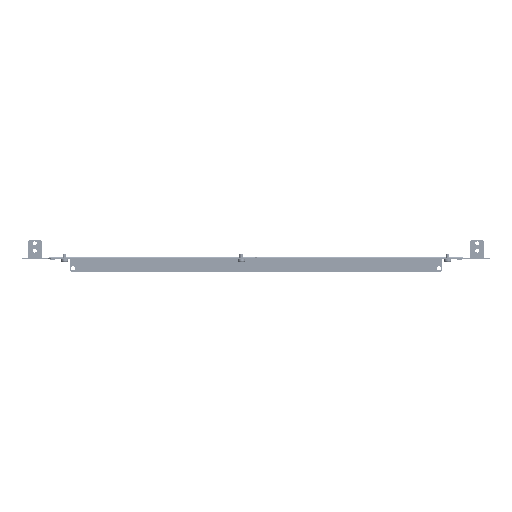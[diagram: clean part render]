
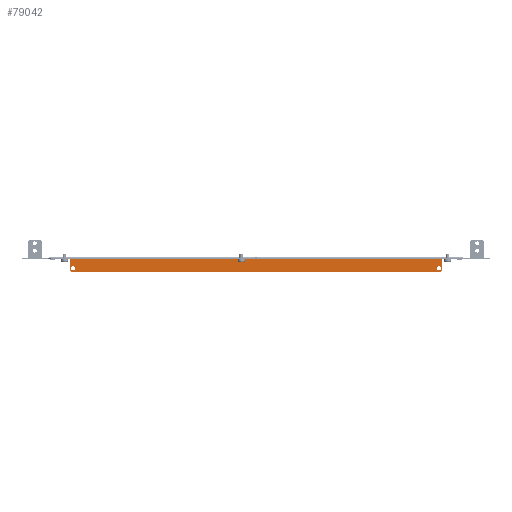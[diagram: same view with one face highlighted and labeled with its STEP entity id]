
A CAD part, left-side view. The second image highlights one B-rep face of the part: STEP entity #79042.
In plain terms, the highlighted planar face has unit normal (-1, 0, 0).
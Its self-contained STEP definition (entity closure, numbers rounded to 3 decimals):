
#3993 = VERTEX_POINT ( 'NONE', #113133 ) ;
#5801 = EDGE_LOOP ( 'NONE', ( #12601, #116853 ) ) ;
#6366 = CARTESIAN_POINT ( 'NONE',  ( 514.25, 310., -21.7 ) ) ;
#7489 = LINE ( 'NONE', #47076, #114438 ) ;
#11528 = DIRECTION ( 'NONE',  ( 0., -0.707, 0.707 ) ) ;
#12601 = ORIENTED_EDGE ( 'NONE', *, *, #115857, .T. ) ;
#15709 = DIRECTION ( 'NONE',  ( 0., 0., -1. ) ) ;
#15722 = CARTESIAN_POINT ( 'NONE',  ( 514.25, -310., -18.25 ) ) ;
#15804 = DIRECTION ( 'NONE',  ( 1., 0., 0. ) ) ;
#16441 = VERTEX_POINT ( 'NONE', #32523 ) ;
#17418 = EDGE_CURVE ( 'NONE', #65214, #3993, #69619, .T. ) ;
#17632 = LINE ( 'NONE', #37736, #24116 ) ;
#19180 = CARTESIAN_POINT ( 'NONE',  ( 514.25, 313., -25. ) ) ;
#20453 = EDGE_CURVE ( 'NONE', #69578, #89560, #17632, .T. ) ;
#20522 = VECTOR ( 'NONE', #73094, 1000. ) ;
#20995 = VECTOR ( 'NONE', #84918, 1000. ) ;
#21580 = DIRECTION ( 'NONE',  ( 0., 0., 1. ) ) ;
#24116 = VECTOR ( 'NONE', #65454, 1000. ) ;
#25562 = ORIENTED_EDGE ( 'NONE', *, *, #75664, .F. ) ;
#26196 = ORIENTED_EDGE ( 'NONE', *, *, #79643, .T. ) ;
#27035 = DIRECTION ( 'NONE',  ( 1., 0., 0. ) ) ;
#27269 = DIRECTION ( 'NONE',  ( 0., 0., 1. ) ) ;
#27419 = EDGE_CURVE ( 'NONE', #3993, #65214, #97052, .T. ) ;
#29009 = CIRCLE ( 'NONE', #45091, 3.45 ) ;
#29400 = VECTOR ( 'NONE', #122971, 1000. ) ;
#31616 = CARTESIAN_POINT ( 'NONE',  ( 514.25, -310., -21.7 ) ) ;
#31960 = VERTEX_POINT ( 'NONE', #89120 ) ;
#32523 = CARTESIAN_POINT ( 'NONE',  ( 514.25, 310., -14.8 ) ) ;
#33710 = ORIENTED_EDGE ( 'NONE', *, *, #121340, .F. ) ;
#35000 = VECTOR ( 'NONE', #27269, 1000. ) ;
#37440 = LINE ( 'NONE', #65753, #29400 ) ;
#37736 = CARTESIAN_POINT ( 'NONE',  ( 514.25, 316., -25. ) ) ;
#38258 = VECTOR ( 'NONE', #21580, 1000. ) ;
#38308 = ORIENTED_EDGE ( 'NONE', *, *, #70804, .F. ) ;
#38789 = AXIS2_PLACEMENT_3D ( 'NONE', #93682, #91200, #15709 ) ;
#38891 = DIRECTION ( 'NONE',  ( 0., 0., -1. ) ) ;
#39634 = CARTESIAN_POINT ( 'NONE',  ( 514.25, 316., -22. ) ) ;
#39826 = EDGE_LOOP ( 'NONE', ( #94750, #115045, #25562, #26196, #33710, #67665, #38308, #103898 ) ) ;
#40120 = FACE_OUTER_BOUND ( 'NONE', #39826, .T. ) ;
#42678 = CARTESIAN_POINT ( 'NONE',  ( 514.25, -316., -3. ) ) ;
#45091 = AXIS2_PLACEMENT_3D ( 'NONE', #45985, #15804, #64253 ) ;
#45156 = EDGE_CURVE ( 'NONE', #69578, #31960, #114715, .T. ) ;
#45985 = CARTESIAN_POINT ( 'NONE',  ( 514.25, 310., -18.25 ) ) ;
#47076 = CARTESIAN_POINT ( 'NONE',  ( 514.25, 0., -3. ) ) ;
#47085 = CARTESIAN_POINT ( 'NONE',  ( 514.25, 0., -1.5 ) ) ;
#50619 = DIRECTION ( 'NONE',  ( 1., 0., 0. ) ) ;
#55187 = CARTESIAN_POINT ( 'NONE',  ( 514.25, 316., -3. ) ) ;
#55744 = VECTOR ( 'NONE', #11528, 1000. ) ;
#57872 = CARTESIAN_POINT ( 'NONE',  ( 514.25, -316., -25. ) ) ;
#64253 = DIRECTION ( 'NONE',  ( 0., 0., -1. ) ) ;
#65214 = VERTEX_POINT ( 'NONE', #31616 ) ;
#65454 = DIRECTION ( 'NONE',  ( 0., 1., 0. ) ) ;
#65753 = CARTESIAN_POINT ( 'NONE',  ( 514.25, 168.25, -169.75 ) ) ;
#66064 = LINE ( 'NONE', #57872, #20995 ) ;
#67665 = ORIENTED_EDGE ( 'NONE', *, *, #107502, .F. ) ;
#69398 = CARTESIAN_POINT ( 'NONE',  ( 514.25, 316., -3. ) ) ;
#69578 = VERTEX_POINT ( 'NONE', #109581 ) ;
#69619 = CIRCLE ( 'NONE', #97693, 3.45 ) ;
#70804 = EDGE_CURVE ( 'NONE', #86599, #87796, #79444, .T. ) ;
#72508 = VERTEX_POINT ( 'NONE', #55187 ) ;
#73094 = DIRECTION ( 'NONE',  ( 0., 0., 1. ) ) ;
#74449 = CARTESIAN_POINT ( 'NONE',  ( 514.25, 316., -1.5 ) ) ;
#74938 = LINE ( 'NONE', #91945, #20522 ) ;
#75664 = EDGE_CURVE ( 'NONE', #124349, #31960, #66064, .T. ) ;
#76000 = FACE_BOUND ( 'NONE', #5801, .T. ) ;
#79042 = ADVANCED_FACE ( 'NONE', ( #76000, #87300, #40120 ), #86678, .T. ) ;
#79444 = LINE ( 'NONE', #69398, #38258 ) ;
#79643 = EDGE_CURVE ( 'NONE', #124349, #112966, #74938, .T. ) ;
#79713 = ORIENTED_EDGE ( 'NONE', *, *, #17418, .T. ) ;
#80169 = CARTESIAN_POINT ( 'NONE',  ( 514.25, 310., -18.25 ) ) ;
#83165 = CARTESIAN_POINT ( 'NONE',  ( 514.25, -316., -4. ) ) ;
#84326 = EDGE_CURVE ( 'NONE', #86599, #89560, #37440, .T. ) ;
#84918 = DIRECTION ( 'NONE',  ( 0., 0., -1. ) ) ;
#85341 = CARTESIAN_POINT ( 'NONE',  ( 514.25, 316., -4. ) ) ;
#86599 = VERTEX_POINT ( 'NONE', #39634 ) ;
#86678 = PLANE ( 'NONE',  #110835 ) ;
#87300 = FACE_BOUND ( 'NONE', #115938, .T. ) ;
#87796 = VERTEX_POINT ( 'NONE', #85341 ) ;
#89120 = CARTESIAN_POINT ( 'NONE',  ( 514.25, -316., -22. ) ) ;
#89560 = VERTEX_POINT ( 'NONE', #19180 ) ;
#91200 = DIRECTION ( 'NONE',  ( 1., 0., 0. ) ) ;
#91945 = CARTESIAN_POINT ( 'NONE',  ( 514.25, -316., -4. ) ) ;
#92238 = EDGE_CURVE ( 'NONE', #16441, #98020, #106665, .T. ) ;
#93682 = CARTESIAN_POINT ( 'NONE',  ( 514.25, -310., -18.25 ) ) ;
#94299 = DIRECTION ( 'NONE',  ( 0., 0., -1. ) ) ;
#94750 = ORIENTED_EDGE ( 'NONE', *, *, #20453, .F. ) ;
#97052 = CIRCLE ( 'NONE', #38789, 3.45 ) ;
#97693 = AXIS2_PLACEMENT_3D ( 'NONE', #15722, #27035, #94299 ) ;
#97702 = CARTESIAN_POINT ( 'NONE',  ( 514.25, -168.25, -169.75 ) ) ;
#98020 = VERTEX_POINT ( 'NONE', #6366 ) ;
#103682 = DIRECTION ( 'NONE',  ( 0., -1., 0. ) ) ;
#103898 = ORIENTED_EDGE ( 'NONE', *, *, #84326, .T. ) ;
#106165 = DIRECTION ( 'NONE',  ( -1., 0., 0. ) ) ;
#106665 = CIRCLE ( 'NONE', #114652, 3.45 ) ;
#107502 = EDGE_CURVE ( 'NONE', #87796, #72508, #123462, .T. ) ;
#109071 = DIRECTION ( 'NONE',  ( 0., 0., -1. ) ) ;
#109507 = ORIENTED_EDGE ( 'NONE', *, *, #27419, .T. ) ;
#109581 = CARTESIAN_POINT ( 'NONE',  ( 514.25, -313., -25. ) ) ;
#110835 = AXIS2_PLACEMENT_3D ( 'NONE', #47085, #106165, #38891 ) ;
#112966 = VERTEX_POINT ( 'NONE', #42678 ) ;
#113133 = CARTESIAN_POINT ( 'NONE',  ( 514.25, -310., -14.8 ) ) ;
#114438 = VECTOR ( 'NONE', #103682, 1000. ) ;
#114652 = AXIS2_PLACEMENT_3D ( 'NONE', #80169, #50619, #109071 ) ;
#114715 = LINE ( 'NONE', #97702, #55744 ) ;
#115045 = ORIENTED_EDGE ( 'NONE', *, *, #45156, .T. ) ;
#115857 = EDGE_CURVE ( 'NONE', #98020, #16441, #29009, .T. ) ;
#115938 = EDGE_LOOP ( 'NONE', ( #79713, #109507 ) ) ;
#116853 = ORIENTED_EDGE ( 'NONE', *, *, #92238, .T. ) ;
#121340 = EDGE_CURVE ( 'NONE', #72508, #112966, #7489, .T. ) ;
#122971 = DIRECTION ( 'NONE',  ( 0., -0.707, -0.707 ) ) ;
#123462 = LINE ( 'NONE', #74449, #35000 ) ;
#124349 = VERTEX_POINT ( 'NONE', #83165 ) ;
